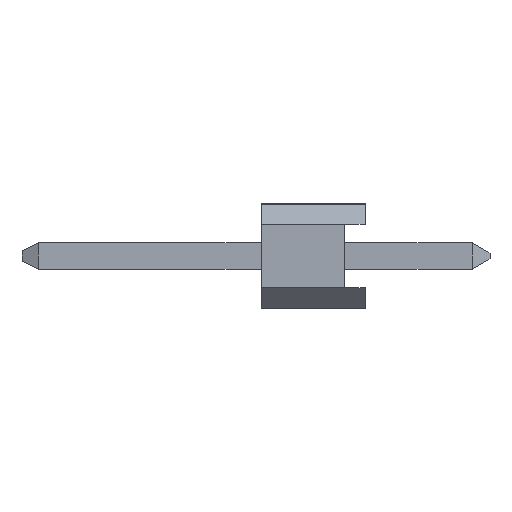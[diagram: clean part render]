
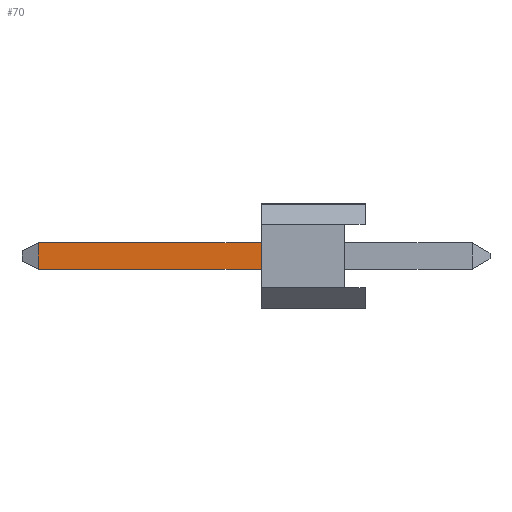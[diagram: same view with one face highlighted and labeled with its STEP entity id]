
A CAD part, left-side view. The second image highlights one B-rep face of the part: STEP entity #70.
In plain terms, the highlighted planar face has unit normal (-1, 0, 0).
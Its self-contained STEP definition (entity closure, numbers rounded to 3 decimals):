
#15 = EDGE_CURVE ( 'NONE', #107, #403, #49, .T. ) ;
#38 = EDGE_CURVE ( 'NONE', #450, #544, #254, .T. ) ;
#44 = CARTESIAN_POINT ( 'NONE',  ( -0.32, 8.38, -0.425 ) ) ;
#49 = LINE ( 'NONE', #509, #926 ) ;
#55 = CARTESIAN_POINT ( 'NONE',  ( -0.32, 2.54, -0.425 ) ) ;
#70 = ADVANCED_FACE ( 'NONE', ( #215 ), #305, .F. ) ;
#99 = EDGE_CURVE ( 'NONE', #107, #450, #820, .T. ) ;
#107 = VERTEX_POINT ( 'NONE', #395 ) ;
#131 = DIRECTION ( 'NONE',  ( 0., 0., -1. ) ) ;
#215 = FACE_OUTER_BOUND ( 'NONE', #224, .T. ) ;
#224 = EDGE_LOOP ( 'NONE', ( #981, #361, #535, #829 ) ) ;
#254 = LINE ( 'NONE', #44, #660 ) ;
#257 = AXIS2_PLACEMENT_3D ( 'NONE', #940, #782, #131 ) ;
#305 = PLANE ( 'NONE',  #257 ) ;
#361 = ORIENTED_EDGE ( 'NONE', *, *, #99, .T. ) ;
#395 = CARTESIAN_POINT ( 'NONE',  ( -0.32, 7.98, 0.215 ) ) ;
#403 = VERTEX_POINT ( 'NONE', #437 ) ;
#437 = CARTESIAN_POINT ( 'NONE',  ( -0.32, 2.54, 0.215 ) ) ;
#450 = VERTEX_POINT ( 'NONE', #848 ) ;
#454 = VECTOR ( 'NONE', #800, 1000. ) ;
#509 = CARTESIAN_POINT ( 'NONE',  ( -0.32, 8.38, 0.215 ) ) ;
#535 = ORIENTED_EDGE ( 'NONE', *, *, #38, .T. ) ;
#544 = VERTEX_POINT ( 'NONE', #697 ) ;
#547 = DIRECTION ( 'NONE',  ( 0., 0., -1. ) ) ;
#660 = VECTOR ( 'NONE', #868, 1000. ) ;
#697 = CARTESIAN_POINT ( 'NONE',  ( -0.32, 2.54, -0.425 ) ) ;
#748 = CARTESIAN_POINT ( 'NONE',  ( -0.32, 7.98, -0.425 ) ) ;
#776 = EDGE_CURVE ( 'NONE', #544, #403, #814, .T. ) ;
#782 = DIRECTION ( 'NONE',  ( 1., 0., 0. ) ) ;
#800 = DIRECTION ( 'NONE',  ( 0., 0., 1. ) ) ;
#814 = LINE ( 'NONE', #55, #454 ) ;
#820 = LINE ( 'NONE', #748, #994 ) ;
#828 = DIRECTION ( 'NONE',  ( 0., -1., 0. ) ) ;
#829 = ORIENTED_EDGE ( 'NONE', *, *, #776, .T. ) ;
#848 = CARTESIAN_POINT ( 'NONE',  ( -0.32, 7.98, -0.425 ) ) ;
#868 = DIRECTION ( 'NONE',  ( 0., -1., 0. ) ) ;
#926 = VECTOR ( 'NONE', #828, 1000. ) ;
#940 = CARTESIAN_POINT ( 'NONE',  ( -0.32, 8.38, -0.425 ) ) ;
#981 = ORIENTED_EDGE ( 'NONE', *, *, #15, .F. ) ;
#994 = VECTOR ( 'NONE', #547, 1000. ) ;
